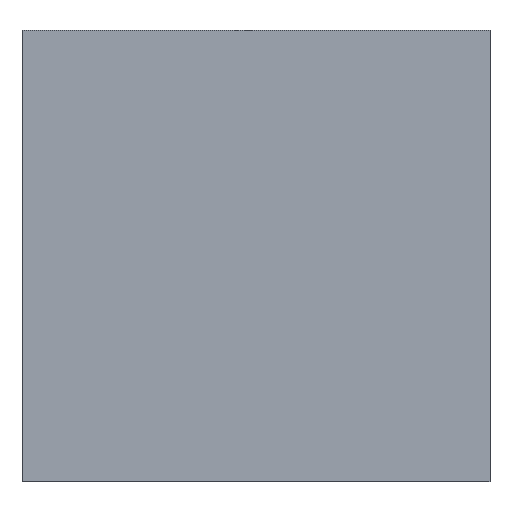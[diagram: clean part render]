
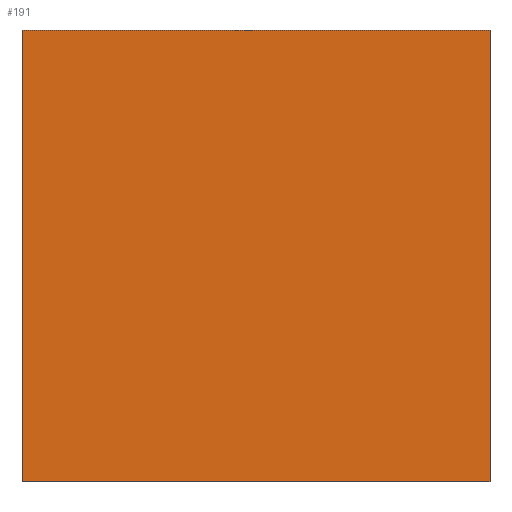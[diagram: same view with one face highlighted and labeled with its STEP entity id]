
A CAD part, top view. The second image highlights one B-rep face of the part: STEP entity #191.
In plain terms, the highlighted planar face has unit normal (0, 0, 1).
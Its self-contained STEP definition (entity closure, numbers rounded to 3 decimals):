
#89=CARTESIAN_POINT('',(256.032,247.,2.85));
#90=VERTEX_POINT('',#89);
#91=CARTESIAN_POINT('',(256.032,-247.0,2.85));
#92=VERTEX_POINT('',#91);
#93=CARTESIAN_POINT('',(256.032,247.,2.85));
#94=DIRECTION('',(0.0,-1.0,0.0));
#95=VECTOR('',#94,494.);
#96=LINE('',#93,#95);
#97=EDGE_CURVE('',#90,#92,#96,.T.);
#120=CARTESIAN_POINT('',(-256.032,-247.,2.85));
#121=VERTEX_POINT('',#120);
#122=CARTESIAN_POINT('',(256.032,-247.0,2.85));
#123=DIRECTION('',(-1.0,0.0,0.0));
#124=VECTOR('',#123,512.065);
#125=LINE('',#122,#124);
#126=EDGE_CURVE('',#92,#121,#125,.T.);
#144=CARTESIAN_POINT('',(-256.033,247.,2.85));
#145=VERTEX_POINT('',#144);
#146=CARTESIAN_POINT('',(-256.032,-247.,2.85));
#147=DIRECTION('',(0.0,1.0,0.0));
#148=VECTOR('',#147,494.0);
#149=LINE('',#146,#148);
#150=EDGE_CURVE('',#121,#145,#149,.T.);
#168=CARTESIAN_POINT('',(-256.033,247.,2.85));
#169=DIRECTION('',(1.0,0.0,0.0));
#170=VECTOR('',#169,512.065);
#171=LINE('',#168,#170);
#172=EDGE_CURVE('',#145,#90,#171,.T.);
#180=CARTESIAN_POINT('',(0.,0.,2.85));
#181=DIRECTION('',(0.0,0.0,1.0));
#182=DIRECTION('',(1.0,0.0,0.0));
#183=AXIS2_PLACEMENT_3D('',#180,#181,#182);
#184=PLANE('',#183);
#185=ORIENTED_EDGE('',*,*,#97,.F.);
#186=ORIENTED_EDGE('',*,*,#172,.F.);
#187=ORIENTED_EDGE('',*,*,#150,.F.);
#188=ORIENTED_EDGE('',*,*,#126,.F.);
#189=EDGE_LOOP('',(#185,#186,#187,#188));
#190=FACE_OUTER_BOUND('',#189,.T.);
#191=ADVANCED_FACE('',(#190),#184,.T.);
